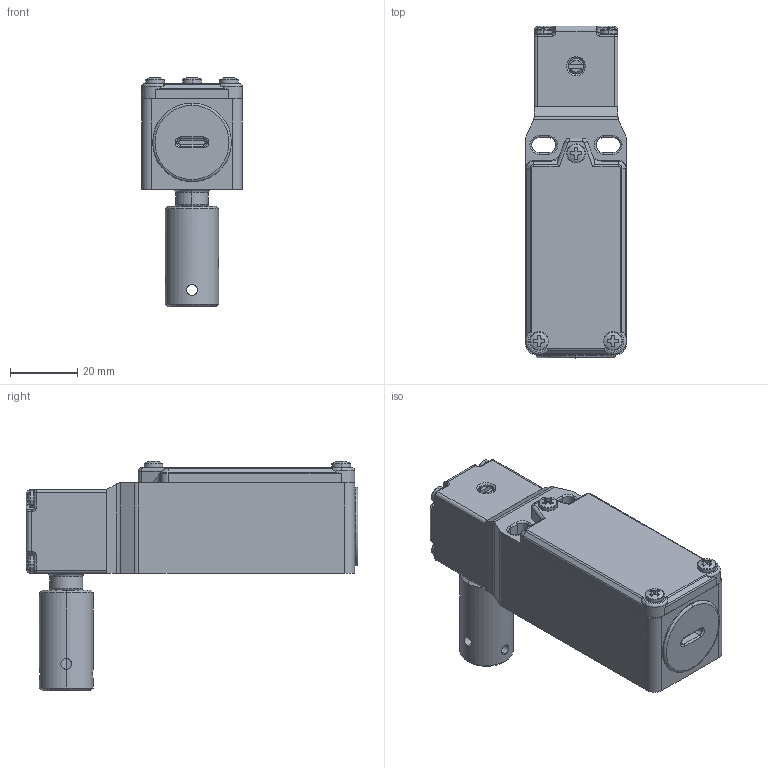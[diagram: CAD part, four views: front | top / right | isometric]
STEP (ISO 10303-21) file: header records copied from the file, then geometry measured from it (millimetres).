
FILE_DESCRIPTION (( 'STEP AP214' ), '1' );
FILE_NAME ('HC-SS-195011.STEP', '2015-08-11T14:51:08', ( '' ), ( '' ), 'SwSTEP 2.0', 'SolidWorks 2014', '' );
FILE_SCHEMA (( 'AUTOMOTIVE_DESIGN' ));
Length unit declared in the file: inch
Products named in the file (1): HC-SS-195011
Bounding box: 30 x 99 x 68.44 mm (x, y, z)
Volume: 43526.1 mm3; surface area: 35167.3 mm2
Topology: 13 solids, 13 shells, 1182 faces, 2883 edges, 1713 vertices
Faces by surface type: cylinder 476, plane 347, torus 196, cone 93, sphere 42, bspline 28
Entity records: 36757 total; most frequent: CARTESIAN_POINT 8701, DIRECTION 6241, ORIENTED_EDGE 5644, EDGE_CURVE 2822, AXIS2_PLACEMENT_3D 2488, VERTEX_POINT 1706, CIRCLE 1333, EDGE_LOOP 1266
